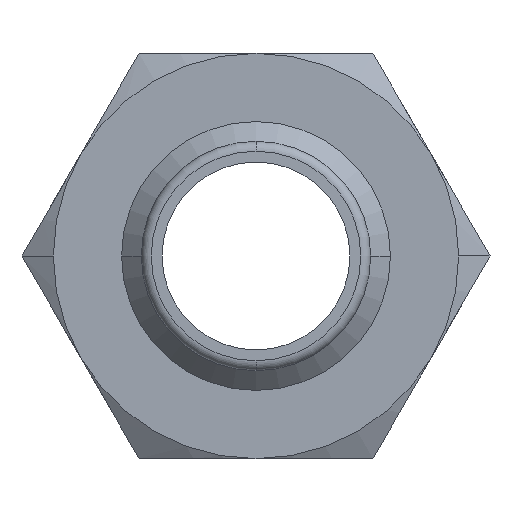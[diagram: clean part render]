
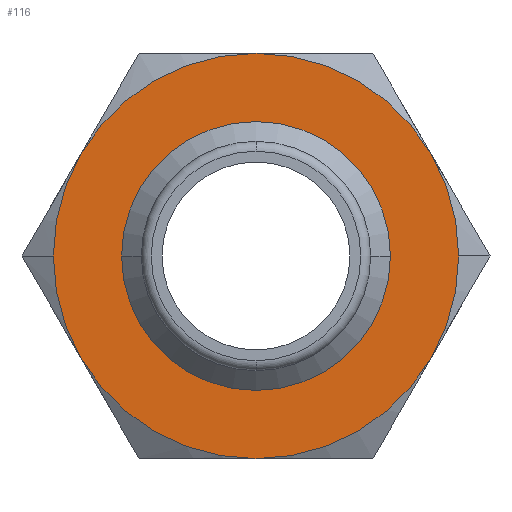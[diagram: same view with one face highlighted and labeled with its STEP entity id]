
A CAD part, front view. The second image highlights one B-rep face of the part: STEP entity #116.
In plain terms, the highlighted planar face has unit normal (0, -1, 0).
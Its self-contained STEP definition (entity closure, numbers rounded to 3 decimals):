
#116=ADVANCED_FACE('',(#252,#253),#254,.T.);
#252=FACE_OUTER_BOUND('',#407,.T.);
#253=FACE_BOUND('',#408,.T.);
#254=PLANE('',#409);
#407=EDGE_LOOP('',(#668,#669,#670,#671,#672,#673,#674,#675));
#408=EDGE_LOOP('',(#676,#677));
#409=AXIS2_PLACEMENT_3D('',#678,#679,#680);
#668=ORIENTED_EDGE('',*,*,#981,.F.);
#669=ORIENTED_EDGE('',*,*,#982,.F.);
#670=ORIENTED_EDGE('',*,*,#983,.F.);
#671=ORIENTED_EDGE('',*,*,#893,.F.);
#672=ORIENTED_EDGE('',*,*,#984,.F.);
#673=ORIENTED_EDGE('',*,*,#903,.F.);
#674=ORIENTED_EDGE('',*,*,#956,.F.);
#675=ORIENTED_EDGE('',*,*,#985,.F.);
#676=ORIENTED_EDGE('',*,*,#977,.F.);
#677=ORIENTED_EDGE('',*,*,#986,.F.);
#678=CARTESIAN_POINT('',(10.25,34.0,0.0));
#679=DIRECTION('',(-0.0,-1.0,-0.0));
#680=DIRECTION('',(-1.0,0.0,0.0));
#893=EDGE_CURVE('',#1048,#1050,#1051,.T.);
#903=EDGE_CURVE('',#1066,#1063,#1068,.T.);
#956=EDGE_CURVE('',#1146,#1066,#1148,.T.);
#977=EDGE_CURVE('',#1177,#1174,#1179,.T.);
#981=EDGE_CURVE('',#1183,#1184,#1185,.T.);
#982=EDGE_CURVE('',#1150,#1183,#1186,.T.);
#983=EDGE_CURVE('',#1050,#1150,#1187,.T.);
#984=EDGE_CURVE('',#1063,#1048,#1188,.T.);
#985=EDGE_CURVE('',#1184,#1146,#1189,.T.);
#986=EDGE_CURVE('',#1174,#1177,#1190,.T.);
#1048=VERTEX_POINT('',#1260);
#1050=VERTEX_POINT('',#1263);
#1051=CIRCLE('',#1264,20.5);
#1063=VERTEX_POINT('',#1289);
#1066=VERTEX_POINT('',#1303);
#1068=CIRCLE('',#1316,20.5);
#1146=VERTEX_POINT('',#1474);
#1148=CIRCLE('',#1487,20.5);
#1150=VERTEX_POINT('',#1489);
#1174=VERTEX_POINT('',#1561);
#1177=VERTEX_POINT('',#1565);
#1179=CIRCLE('',#1568,13.6);
#1183=VERTEX_POINT('',#1572);
#1184=VERTEX_POINT('',#1573);
#1185=CIRCLE('',#1574,20.5);
#1186=CIRCLE('',#1575,20.5);
#1187=CIRCLE('',#1576,20.5);
#1188=CIRCLE('',#1577,20.5);
#1189=CIRCLE('',#1578,20.5);
#1190=CIRCLE('',#1579,13.6);
#1260=CARTESIAN_POINT('',(-20.5,34.0,0.));
#1263=CARTESIAN_POINT('',(-17.754,34.0,10.25));
#1264=AXIS2_PLACEMENT_3D('',#1760,#1761,#1762);
#1289=CARTESIAN_POINT('',(-17.754,34.0,-10.25));
#1303=CARTESIAN_POINT('',(0.0,34.0,-20.5));
#1316=AXIS2_PLACEMENT_3D('',#1771,#1772,#1773);
#1474=CARTESIAN_POINT('',(17.754,34.0,-10.25));
#1487=AXIS2_PLACEMENT_3D('',#1848,#1849,#1850);
#1489=CARTESIAN_POINT('',(0.,34.0,20.5));
#1561=CARTESIAN_POINT('',(13.6,34.0,0.));
#1565=CARTESIAN_POINT('',(-13.6,34.0,0.));
#1568=AXIS2_PLACEMENT_3D('',#1872,#1873,#1874);
#1572=CARTESIAN_POINT('',(17.754,34.0,10.25));
#1573=CARTESIAN_POINT('',(20.5,34.0,0.));
#1574=AXIS2_PLACEMENT_3D('',#1875,#1876,#1877);
#1575=AXIS2_PLACEMENT_3D('',#1878,#1879,#1880);
#1576=AXIS2_PLACEMENT_3D('',#1881,#1882,#1883);
#1577=AXIS2_PLACEMENT_3D('',#1884,#1885,#1886);
#1578=AXIS2_PLACEMENT_3D('',#1887,#1888,#1889);
#1579=AXIS2_PLACEMENT_3D('',#1890,#1891,#1892);
#1760=CARTESIAN_POINT('',(0.0,34.0,0.0));
#1761=DIRECTION('',(-0.0,1.0,0.0));
#1762=DIRECTION('',(1.0,0.0,0.0));
#1771=CARTESIAN_POINT('',(0.0,34.0,0.0));
#1772=DIRECTION('',(-0.0,1.0,0.0));
#1773=DIRECTION('',(1.0,0.0,0.0));
#1848=CARTESIAN_POINT('',(0.0,34.0,0.0));
#1849=DIRECTION('',(-0.0,1.0,0.0));
#1850=DIRECTION('',(1.0,0.0,0.0));
#1872=CARTESIAN_POINT('',(0.0,34.0,0.0));
#1873=DIRECTION('',(0.0,-1.0,0.0));
#1874=DIRECTION('',(1.0,0.0,0.0));
#1875=CARTESIAN_POINT('',(0.0,34.0,0.0));
#1876=DIRECTION('',(-0.0,1.0,0.0));
#1877=DIRECTION('',(1.0,0.0,0.0));
#1878=CARTESIAN_POINT('',(0.0,34.0,0.0));
#1879=DIRECTION('',(-0.0,1.0,0.0));
#1880=DIRECTION('',(1.0,0.0,0.0));
#1881=CARTESIAN_POINT('',(0.0,34.0,0.0));
#1882=DIRECTION('',(-0.0,1.0,0.0));
#1883=DIRECTION('',(1.0,0.0,0.0));
#1884=CARTESIAN_POINT('',(0.0,34.0,0.0));
#1885=DIRECTION('',(-0.0,1.0,0.0));
#1886=DIRECTION('',(1.0,0.0,0.0));
#1887=CARTESIAN_POINT('',(0.0,34.0,0.0));
#1888=DIRECTION('',(-0.0,1.0,0.0));
#1889=DIRECTION('',(1.0,0.0,0.0));
#1890=CARTESIAN_POINT('',(0.0,34.0,0.0));
#1891=DIRECTION('',(0.0,-1.0,0.0));
#1892=DIRECTION('',(1.0,0.0,0.0));
